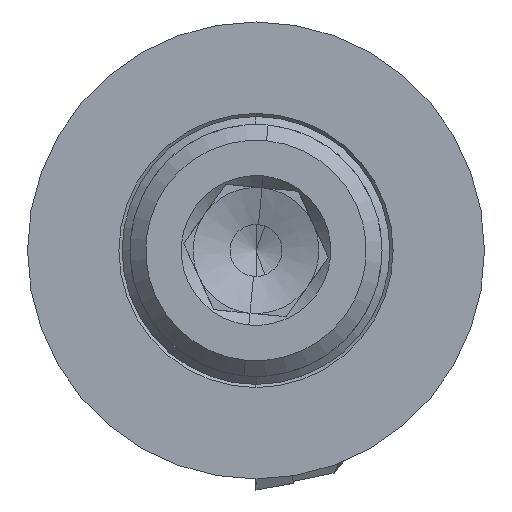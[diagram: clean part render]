
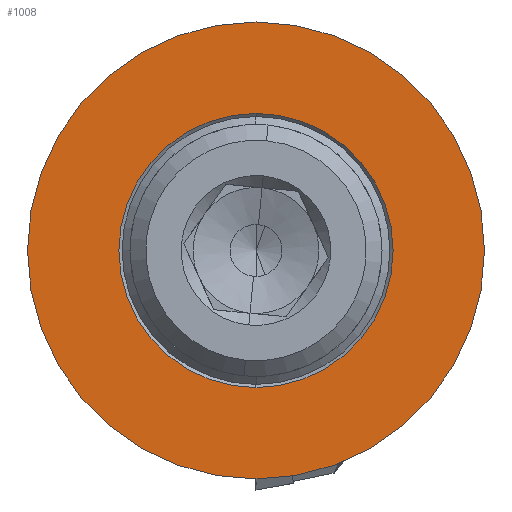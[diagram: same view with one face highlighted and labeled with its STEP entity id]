
A CAD part, left-side view. The second image highlights one B-rep face of the part: STEP entity #1008.
In plain terms, the highlighted planar face has unit normal (-1, 0, 0).
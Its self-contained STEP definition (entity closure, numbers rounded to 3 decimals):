
#337 = FACE_OUTER_BOUND ( 'NONE', #7698, .T. ) ;
#935 = AXIS2_PLACEMENT_3D ( 'NONE', #23052, #7654, #25658 ) ;
#1008 = ADVANCED_FACE ( 'NONE', ( #26041, #337 ), #24475, .F. ) ;
#1251 = CARTESIAN_POINT ( 'NONE',  ( 0., 0., -14.5 ) ) ;
#1366 = DIRECTION ( 'NONE',  ( -1., 0., 0. ) ) ;
#2183 = CIRCLE ( 'NONE', #21975, 14.5 ) ;
#2442 = EDGE_LOOP ( 'NONE', ( #12722, #23995 ) ) ;
#3155 = DIRECTION ( 'NONE',  ( 1., 0., 0. ) ) ;
#3216 = CIRCLE ( 'NONE', #14450, 14.5 ) ;
#3405 = VERTEX_POINT ( 'NONE', #33046 ) ;
#3773 = CARTESIAN_POINT ( 'NONE',  ( 0., 0., -8.7 ) ) ;
#5071 = VERTEX_POINT ( 'NONE', #28846 ) ;
#6756 = CARTESIAN_POINT ( 'NONE',  ( 0., 0., 0. ) ) ;
#7190 = CARTESIAN_POINT ( 'NONE',  ( 0., 14.5, 0. ) ) ;
#7654 = DIRECTION ( 'NONE',  ( -1., 0., 0. ) ) ;
#7698 = EDGE_LOOP ( 'NONE', ( #10881, #21698 ) ) ;
#8213 = CARTESIAN_POINT ( 'NONE',  ( 0., 0., 0. ) ) ;
#8404 = DIRECTION ( 'NONE',  ( 0., 0., -1. ) ) ;
#9321 = DIRECTION ( 'NONE',  ( 0., 0., 1. ) ) ;
#10797 = DIRECTION ( 'NONE',  ( 0., 0., 1. ) ) ;
#10881 = ORIENTED_EDGE ( 'NONE', *, *, #17366, .T. ) ;
#12203 = EDGE_CURVE ( 'NONE', #24524, #3405, #3216, .T. ) ;
#12722 = ORIENTED_EDGE ( 'NONE', *, *, #19061, .F. ) ;
#14450 = AXIS2_PLACEMENT_3D ( 'NONE', #8213, #26218, #10797 ) ;
#14674 = CIRCLE ( 'NONE', #935, 8.7 ) ;
#14707 = AXIS2_PLACEMENT_3D ( 'NONE', #6756, #24741, #9321 ) ;
#16186 = VERTEX_POINT ( 'NONE', #3773 ) ;
#16507 = EDGE_CURVE ( 'NONE', #16186, #5071, #14674, .T. ) ;
#16714 = CARTESIAN_POINT ( 'NONE',  ( 0., 0., 0. ) ) ;
#17366 = EDGE_CURVE ( 'NONE', #3405, #24524, #2183, .T. ) ;
#19061 = EDGE_CURVE ( 'NONE', #5071, #16186, #27846, .T. ) ;
#19297 = DIRECTION ( 'NONE',  ( 0., 0., 1. ) ) ;
#21698 = ORIENTED_EDGE ( 'NONE', *, *, #12203, .T. ) ;
#21975 = AXIS2_PLACEMENT_3D ( 'NONE', #16714, #1366, #19297 ) ;
#23052 = CARTESIAN_POINT ( 'NONE',  ( 0., 0., 0. ) ) ;
#23899 = AXIS2_PLACEMENT_3D ( 'NONE', #7190, #3155, #8404 ) ;
#23995 = ORIENTED_EDGE ( 'NONE', *, *, #16507, .F. ) ;
#24475 = PLANE ( 'NONE',  #23899 ) ;
#24524 = VERTEX_POINT ( 'NONE', #1251 ) ;
#24741 = DIRECTION ( 'NONE',  ( -1., 0., 0. ) ) ;
#25658 = DIRECTION ( 'NONE',  ( 0., 0., 1. ) ) ;
#26041 = FACE_BOUND ( 'NONE', #2442, .T. ) ;
#26218 = DIRECTION ( 'NONE',  ( -1., 0., 0. ) ) ;
#27846 = CIRCLE ( 'NONE', #14707, 8.7 ) ;
#28846 = CARTESIAN_POINT ( 'NONE',  ( 0., 0., 8.7 ) ) ;
#33046 = CARTESIAN_POINT ( 'NONE',  ( 0., 0., 14.5 ) ) ;
